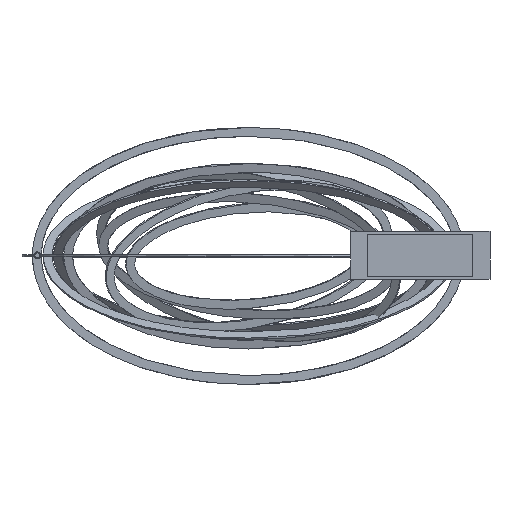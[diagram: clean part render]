
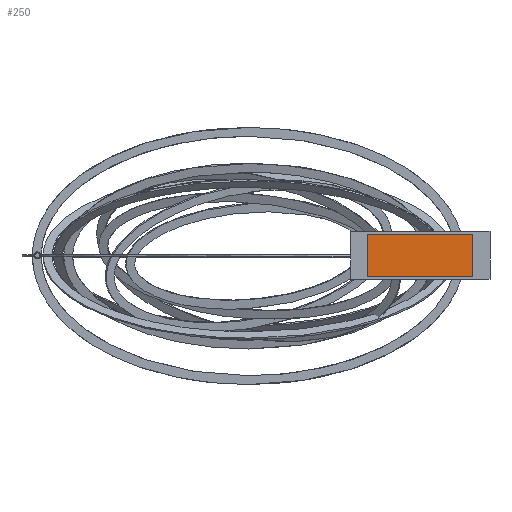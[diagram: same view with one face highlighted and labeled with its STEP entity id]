
A CAD part, top view. The second image highlights one B-rep face of the part: STEP entity #250.
In plain terms, the highlighted free-form (B-spline) face has degree [1, 1] with [2, 2] control points.
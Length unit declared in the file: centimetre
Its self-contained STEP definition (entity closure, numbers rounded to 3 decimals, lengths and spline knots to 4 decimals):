
#53=B_SPLINE_CURVE_WITH_KNOTS('',1,(#3521,#3522),.UNSPECIFIED.,.F.,.F.,(2,
2),(0.,97.3964),.UNSPECIFIED.);
#57=B_SPLINE_CURVE_WITH_KNOTS('',1,(#3529,#3530),.UNSPECIFIED.,.F.,.F.,(2,
2),(0.,241.3964),.UNSPECIFIED.);
#60=B_SPLINE_CURVE_WITH_KNOTS('',1,(#3535,#3536),.UNSPECIFIED.,.F.,.F.,(2,
2),(0.,97.3964),.UNSPECIFIED.);
#63=B_SPLINE_CURVE_WITH_KNOTS('',1,(#3541,#3542),.UNSPECIFIED.,.F.,.F.,(2,
2),(0.,241.3964),.UNSPECIFIED.);
#250=ADVANCED_FACE('',(#334),#1336,.T.);
#334=FACE_OUTER_BOUND('',#426,.T.);
#426=EDGE_LOOP('',(#686,#687,#688,#689));
#686=ORIENTED_EDGE('',*,*,#1014,.F.);
#687=ORIENTED_EDGE('',*,*,#1011,.F.);
#688=ORIENTED_EDGE('',*,*,#1008,.F.);
#689=ORIENTED_EDGE('',*,*,#1004,.F.);
#1004=EDGE_CURVE('',#1196,#1197,#53,.T.);
#1008=EDGE_CURVE('',#1197,#1200,#57,.T.);
#1011=EDGE_CURVE('',#1200,#1202,#60,.T.);
#1014=EDGE_CURVE('',#1202,#1196,#63,.T.);
#1196=VERTEX_POINT('',#3569);
#1197=VERTEX_POINT('',#3570);
#1200=VERTEX_POINT('',#3573);
#1202=VERTEX_POINT('',#3575);
#1336=B_SPLINE_SURFACE_WITH_KNOTS('',1,1,((#3561,#3562),(#3563,#3564)),.UNSPECIFIED.,
.F.,.F.,.F.,(2,2),(2,2),(0.,241.3964),(0.,97.3964),.UNSPECIFIED.);
#3521=CARTESIAN_POINT('',(274.3018,-48.1982,0.));
#3522=CARTESIAN_POINT('',(274.3018,49.1982,0.));
#3529=CARTESIAN_POINT('',(274.3018,49.1982,0.));
#3530=CARTESIAN_POINT('',(515.6982,49.1982,0.));
#3535=CARTESIAN_POINT('',(515.6982,49.1982,0.));
#3536=CARTESIAN_POINT('',(515.6982,-48.1982,0.));
#3541=CARTESIAN_POINT('',(515.6982,-48.1982,0.));
#3542=CARTESIAN_POINT('',(274.3018,-48.1982,0.));
#3561=CARTESIAN_POINT('',(274.3018,-48.1982,0.));
#3562=CARTESIAN_POINT('',(274.3018,49.1982,0.));
#3563=CARTESIAN_POINT('',(515.6982,-48.1982,0.));
#3564=CARTESIAN_POINT('',(515.6982,49.1982,0.));
#3569=CARTESIAN_POINT('',(274.3018,-48.1982,0.));
#3570=CARTESIAN_POINT('',(274.3018,49.1982,0.));
#3573=CARTESIAN_POINT('',(515.6982,49.1982,0.));
#3575=CARTESIAN_POINT('',(515.6982,-48.1982,0.));
